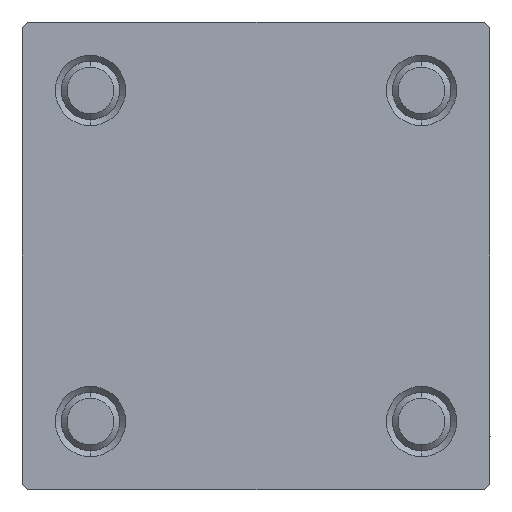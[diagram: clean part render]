
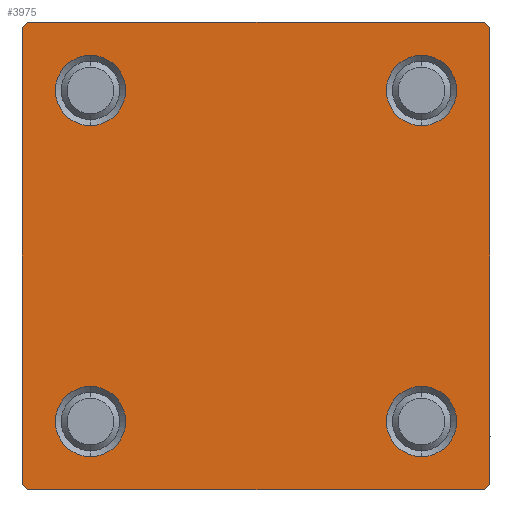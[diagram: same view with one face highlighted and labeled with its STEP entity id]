
A CAD part, left-side view. The second image highlights one B-rep face of the part: STEP entity #3975.
In plain terms, the highlighted planar face has unit normal (-1, 0, 0).
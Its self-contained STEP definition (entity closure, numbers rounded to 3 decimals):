
#101 = VECTOR ( 'NONE', #34245, 1000. ) ;
#274 = LINE ( 'NONE', #10861, #17641 ) ;
#522 = EDGE_CURVE ( 'NONE', #23857, #32327, #676, .T. ) ;
#676 = CIRCLE ( 'NONE', #49637, 3. ) ;
#818 = FACE_BOUND ( 'NONE', #20037, .T. ) ;
#987 = CARTESIAN_POINT ( 'NONE',  ( 0., 20., 20. ) ) ;
#1015 = CIRCLE ( 'NONE', #36340, 3. ) ;
#1056 = CARTESIAN_POINT ( 'NONE',  ( 0., 14.15, -14.15 ) ) ;
#1112 = ORIENTED_EDGE ( 'NONE', *, *, #47217, .T. ) ;
#1423 = DIRECTION ( 'NONE',  ( 0., 0., 1. ) ) ;
#1569 = CARTESIAN_POINT ( 'NONE',  ( 0., 14.15, 17.15 ) ) ;
#1571 = ORIENTED_EDGE ( 'NONE', *, *, #43037, .F. ) ;
#1707 = CARTESIAN_POINT ( 'NONE',  ( 0., -20., 19.5 ) ) ;
#2403 = CARTESIAN_POINT ( 'NONE',  ( 0., 14.15, -11.15 ) ) ;
#2416 = CARTESIAN_POINT ( 'NONE',  ( 0., 14.15, 14.15 ) ) ;
#2524 = AXIS2_PLACEMENT_3D ( 'NONE', #35871, #24320, #1423 ) ;
#2940 = VERTEX_POINT ( 'NONE', #39672 ) ;
#2987 = VECTOR ( 'NONE', #20447, 1000. ) ;
#3078 = VERTEX_POINT ( 'NONE', #6702 ) ;
#3140 = EDGE_LOOP ( 'NONE', ( #42689, #17212, #43834, #17704, #1571, #1112, #32440, #23922 ) ) ;
#3691 = VERTEX_POINT ( 'NONE', #32543 ) ;
#3975 = ADVANCED_FACE ( 'NONE', ( #818, #15671, #5089, #24202, #27978 ), #30991, .T. ) ;
#4201 = VERTEX_POINT ( 'NONE', #22657 ) ;
#4506 = DIRECTION ( 'NONE',  ( 0., 0., -1. ) ) ;
#4569 = CARTESIAN_POINT ( 'NONE',  ( 0., -14.15, 14.15 ) ) ;
#4654 = EDGE_CURVE ( 'NONE', #48945, #8970, #8741, .T. ) ;
#4683 = VERTEX_POINT ( 'NONE', #43704 ) ;
#4818 = DIRECTION ( 'NONE',  ( 0., 0., 1. ) ) ;
#5089 = FACE_BOUND ( 'NONE', #29045, .T. ) ;
#5594 = CIRCLE ( 'NONE', #36899, 3. ) ;
#6702 = CARTESIAN_POINT ( 'NONE',  ( 0., -20., -19.5 ) ) ;
#6860 = ORIENTED_EDGE ( 'NONE', *, *, #9049, .T. ) ;
#6921 = CARTESIAN_POINT ( 'NONE',  ( 0., 20., -19.5 ) ) ;
#7512 = EDGE_CURVE ( 'NONE', #38651, #16031, #5594, .T. ) ;
#7885 = LINE ( 'NONE', #38574, #36230 ) ;
#8154 = ORIENTED_EDGE ( 'NONE', *, *, #32527, .T. ) ;
#8286 = DIRECTION ( 'NONE',  ( 0., 0., 1. ) ) ;
#8561 = AXIS2_PLACEMENT_3D ( 'NONE', #32655, #37194, #9538 ) ;
#8741 = LINE ( 'NONE', #32610, #35321 ) ;
#8970 = VERTEX_POINT ( 'NONE', #33586 ) ;
#9049 = EDGE_CURVE ( 'NONE', #4683, #2940, #21804, .T. ) ;
#9538 = DIRECTION ( 'NONE',  ( 0., 0., 1. ) ) ;
#10861 = CARTESIAN_POINT ( 'NONE',  ( 0., -20., 20. ) ) ;
#12063 = LINE ( 'NONE', #12553, #40910 ) ;
#12165 = CARTESIAN_POINT ( 'NONE',  ( 0., 20., 20. ) ) ;
#12553 = CARTESIAN_POINT ( 'NONE',  ( 0., -19.75, -19.75 ) ) ;
#12909 = EDGE_CURVE ( 'NONE', #16031, #38651, #22920, .T. ) ;
#13904 = CARTESIAN_POINT ( 'NONE',  ( 0., -14.15, -17.15 ) ) ;
#14749 = CARTESIAN_POINT ( 'NONE',  ( 0., 20., -20. ) ) ;
#14961 = EDGE_CURVE ( 'NONE', #32327, #23857, #36633, .T. ) ;
#15060 = DIRECTION ( 'NONE',  ( 1., 0., 0. ) ) ;
#15117 = CARTESIAN_POINT ( 'NONE',  ( 0., -14.15, -11.15 ) ) ;
#15671 = FACE_BOUND ( 'NONE', #34626, .T. ) ;
#15828 = VERTEX_POINT ( 'NONE', #1569 ) ;
#16031 = VERTEX_POINT ( 'NONE', #15117 ) ;
#16410 = DIRECTION ( 'NONE',  ( 1., 0., 0. ) ) ;
#16594 = ORIENTED_EDGE ( 'NONE', *, *, #7512, .T. ) ;
#16917 = LINE ( 'NONE', #12165, #2987 ) ;
#17212 = ORIENTED_EDGE ( 'NONE', *, *, #4654, .T. ) ;
#17641 = VECTOR ( 'NONE', #45306, 1000. ) ;
#17704 = ORIENTED_EDGE ( 'NONE', *, *, #22016, .T. ) ;
#17767 = DIRECTION ( 'NONE',  ( 1., 0., 0. ) ) ;
#17782 = EDGE_CURVE ( 'NONE', #4201, #3691, #16917, .T. ) ;
#18262 = DIRECTION ( 'NONE',  ( 0., -1., 0. ) ) ;
#18305 = CARTESIAN_POINT ( 'NONE',  ( 0., -14.15, -14.15 ) ) ;
#18487 = CARTESIAN_POINT ( 'NONE',  ( 0., 20., 19.5 ) ) ;
#19664 = CARTESIAN_POINT ( 'NONE',  ( 0., -19.75, 19.75 ) ) ;
#20037 = EDGE_LOOP ( 'NONE', ( #6860, #26246 ) ) ;
#20176 = DIRECTION ( 'NONE',  ( 1., 0., 0. ) ) ;
#20358 = CARTESIAN_POINT ( 'NONE',  ( 0., -14.15, -14.15 ) ) ;
#20447 = DIRECTION ( 'NONE',  ( 0., -1., 0. ) ) ;
#21018 = AXIS2_PLACEMENT_3D ( 'NONE', #26120, #15060, #22600 ) ;
#21804 = CIRCLE ( 'NONE', #2524, 3. ) ;
#21901 = CARTESIAN_POINT ( 'NONE',  ( 0., 14.15, 11.15 ) ) ;
#22016 = EDGE_CURVE ( 'NONE', #39508, #3078, #12063, .T. ) ;
#22586 = ORIENTED_EDGE ( 'NONE', *, *, #12909, .T. ) ;
#22600 = DIRECTION ( 'NONE',  ( 0., 0., 1. ) ) ;
#22657 = CARTESIAN_POINT ( 'NONE',  ( 0., 19.5, 20. ) ) ;
#22920 = CIRCLE ( 'NONE', #41418, 3. ) ;
#23461 = DIRECTION ( 'NONE',  ( -1., 0., 0. ) ) ;
#23857 = VERTEX_POINT ( 'NONE', #2403 ) ;
#23922 = ORIENTED_EDGE ( 'NONE', *, *, #30650, .T. ) ;
#23952 = DIRECTION ( 'NONE',  ( 0., 0., 1. ) ) ;
#24202 = FACE_BOUND ( 'NONE', #30805, .T. ) ;
#24320 = DIRECTION ( 'NONE',  ( 1., 0., 0. ) ) ;
#24811 = EDGE_CURVE ( 'NONE', #8970, #39508, #41152, .T. ) ;
#24826 = DIRECTION ( 'NONE',  ( 0., -0.707, -0.707 ) ) ;
#24884 = AXIS2_PLACEMENT_3D ( 'NONE', #46334, #23461, #23952 ) ;
#25569 = VECTOR ( 'NONE', #18262, 1000. ) ;
#26120 = CARTESIAN_POINT ( 'NONE',  ( 0., 14.15, 14.15 ) ) ;
#26246 = ORIENTED_EDGE ( 'NONE', *, *, #48178, .T. ) ;
#26699 = ORIENTED_EDGE ( 'NONE', *, *, #14961, .T. ) ;
#27978 = FACE_OUTER_BOUND ( 'NONE', #3140, .T. ) ;
#28281 = CIRCLE ( 'NONE', #21018, 3. ) ;
#29045 = EDGE_LOOP ( 'NONE', ( #43539, #26699 ) ) ;
#30100 = VERTEX_POINT ( 'NONE', #1707 ) ;
#30116 = DIRECTION ( 'NONE',  ( 0., 0., 1. ) ) ;
#30650 = EDGE_CURVE ( 'NONE', #4201, #34644, #7885, .T. ) ;
#30805 = EDGE_LOOP ( 'NONE', ( #45837, #8154 ) ) ;
#30991 = PLANE ( 'NONE',  #24884 ) ;
#32327 = VERTEX_POINT ( 'NONE', #34777 ) ;
#32440 = ORIENTED_EDGE ( 'NONE', *, *, #17782, .F. ) ;
#32527 = EDGE_CURVE ( 'NONE', #46390, #15828, #28281, .T. ) ;
#32543 = CARTESIAN_POINT ( 'NONE',  ( 0., -19.5, 20. ) ) ;
#32610 = CARTESIAN_POINT ( 'NONE',  ( 0., 19.75, -19.75 ) ) ;
#32655 = CARTESIAN_POINT ( 'NONE',  ( 0., 14.15, -14.15 ) ) ;
#33586 = CARTESIAN_POINT ( 'NONE',  ( 0., 19.5, -20. ) ) ;
#34117 = EDGE_CURVE ( 'NONE', #15828, #46390, #1015, .T. ) ;
#34245 = DIRECTION ( 'NONE',  ( 0., 0.707, 0.707 ) ) ;
#34626 = EDGE_LOOP ( 'NONE', ( #22586, #16594 ) ) ;
#34644 = VERTEX_POINT ( 'NONE', #18487 ) ;
#34669 = CIRCLE ( 'NONE', #41112, 3. ) ;
#34777 = CARTESIAN_POINT ( 'NONE',  ( 0., 14.15, -17.15 ) ) ;
#35321 = VECTOR ( 'NONE', #24826, 1000. ) ;
#35871 = CARTESIAN_POINT ( 'NONE',  ( 0., -14.15, 14.15 ) ) ;
#36143 = EDGE_CURVE ( 'NONE', #34644, #48945, #43226, .T. ) ;
#36230 = VECTOR ( 'NONE', #49629, 1000. ) ;
#36340 = AXIS2_PLACEMENT_3D ( 'NONE', #2416, #17767, #48429 ) ;
#36633 = CIRCLE ( 'NONE', #8561, 3. ) ;
#36899 = AXIS2_PLACEMENT_3D ( 'NONE', #20358, #42492, #8286 ) ;
#37194 = DIRECTION ( 'NONE',  ( 1., 0., 0. ) ) ;
#38521 = LINE ( 'NONE', #19664, #101 ) ;
#38574 = CARTESIAN_POINT ( 'NONE',  ( 0., 19.75, 19.75 ) ) ;
#38650 = CARTESIAN_POINT ( 'NONE',  ( 0., -19.5, -20. ) ) ;
#38651 = VERTEX_POINT ( 'NONE', #13904 ) ;
#39194 = DIRECTION ( 'NONE',  ( 0., -0.707, 0.707 ) ) ;
#39508 = VERTEX_POINT ( 'NONE', #38650 ) ;
#39672 = CARTESIAN_POINT ( 'NONE',  ( 0., -14.15, 11.15 ) ) ;
#40910 = VECTOR ( 'NONE', #39194, 1000. ) ;
#41112 = AXIS2_PLACEMENT_3D ( 'NONE', #4569, #20176, #42810 ) ;
#41152 = LINE ( 'NONE', #14749, #25569 ) ;
#41418 = AXIS2_PLACEMENT_3D ( 'NONE', #18305, #49224, #30116 ) ;
#42492 = DIRECTION ( 'NONE',  ( 1., 0., 0. ) ) ;
#42689 = ORIENTED_EDGE ( 'NONE', *, *, #36143, .T. ) ;
#42810 = DIRECTION ( 'NONE',  ( 0., 0., 1. ) ) ;
#43037 = EDGE_CURVE ( 'NONE', #30100, #3078, #274, .T. ) ;
#43226 = LINE ( 'NONE', #987, #46859 ) ;
#43539 = ORIENTED_EDGE ( 'NONE', *, *, #522, .T. ) ;
#43704 = CARTESIAN_POINT ( 'NONE',  ( 0., -14.15, 17.15 ) ) ;
#43834 = ORIENTED_EDGE ( 'NONE', *, *, #24811, .T. ) ;
#45306 = DIRECTION ( 'NONE',  ( 0., 0., -1. ) ) ;
#45837 = ORIENTED_EDGE ( 'NONE', *, *, #34117, .T. ) ;
#46334 = CARTESIAN_POINT ( 'NONE',  ( 0., 0., 0. ) ) ;
#46390 = VERTEX_POINT ( 'NONE', #21901 ) ;
#46859 = VECTOR ( 'NONE', #4506, 1000. ) ;
#47217 = EDGE_CURVE ( 'NONE', #30100, #3691, #38521, .T. ) ;
#48178 = EDGE_CURVE ( 'NONE', #2940, #4683, #34669, .T. ) ;
#48429 = DIRECTION ( 'NONE',  ( 0., 0., 1. ) ) ;
#48945 = VERTEX_POINT ( 'NONE', #6921 ) ;
#49224 = DIRECTION ( 'NONE',  ( 1., 0., 0. ) ) ;
#49629 = DIRECTION ( 'NONE',  ( 0., 0.707, -0.707 ) ) ;
#49637 = AXIS2_PLACEMENT_3D ( 'NONE', #1056, #16410, #4818 ) ;
